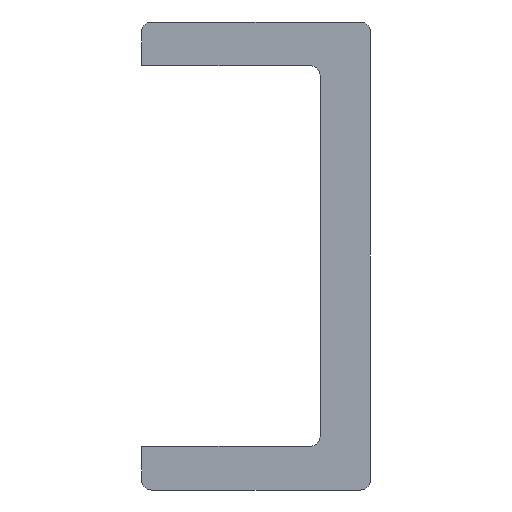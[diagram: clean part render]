
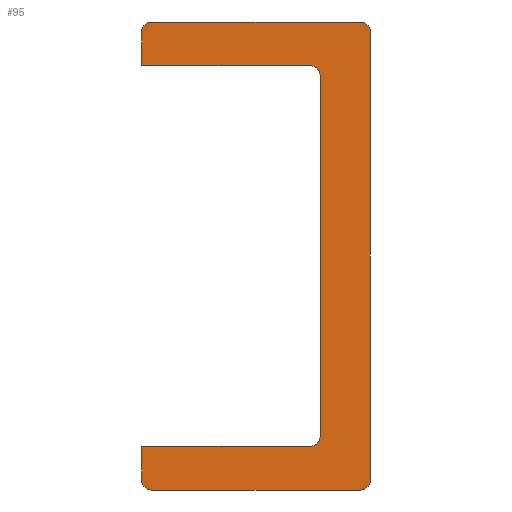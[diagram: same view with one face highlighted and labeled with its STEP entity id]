
A CAD part, front view. The second image highlights one B-rep face of the part: STEP entity #95.
In plain terms, the highlighted planar face has unit normal (0, -1, 0).
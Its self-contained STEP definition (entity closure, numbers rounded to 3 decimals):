
#95 = ADVANCED_FACE( '', ( #221 ), #222, .F. );
#221 = FACE_OUTER_BOUND( '', #374, .T. );
#222 = PLANE( '', #375 );
#374 = EDGE_LOOP( '', ( #583, #584, #585, #586, #587, #588, #589, #590, #591, #592, #593, #594, #595, #596 ) );
#375 = AXIS2_PLACEMENT_3D( '', #597, #598, #599 );
#583 = ORIENTED_EDGE( '', *, *, #793, .F. );
#584 = ORIENTED_EDGE( '', *, *, #776, .T. );
#585 = ORIENTED_EDGE( '', *, *, #806, .F. );
#586 = ORIENTED_EDGE( '', *, *, #807, .T. );
#587 = ORIENTED_EDGE( '', *, *, #808, .F. );
#588 = ORIENTED_EDGE( '', *, *, #768, .F. );
#589 = ORIENTED_EDGE( '', *, *, #809, .F. );
#590 = ORIENTED_EDGE( '', *, *, #810, .F. );
#591 = ORIENTED_EDGE( '', *, *, #811, .F. );
#592 = ORIENTED_EDGE( '', *, *, #812, .F. );
#593 = ORIENTED_EDGE( '', *, *, #765, .F. );
#594 = ORIENTED_EDGE( '', *, *, #813, .T. );
#595 = ORIENTED_EDGE( '', *, *, #814, .F. );
#596 = ORIENTED_EDGE( '', *, *, #803, .T. );
#597 = CARTESIAN_POINT( '', ( -10.5, 0., 21.5 ) );
#598 = DIRECTION( '', ( 0., 1., 0. ) );
#599 = DIRECTION( '', ( 0., 0., 1. ) );
#765 = EDGE_CURVE( '', #891, #893, #894, .T. );
#768 = EDGE_CURVE( '', #897, #898, #899, .T. );
#776 = EDGE_CURVE( '', #910, #908, #911, .F. );
#793 = EDGE_CURVE( '', #910, #938, #939, .T. );
#803 = EDGE_CURVE( '', #953, #938, #954, .F. );
#806 = EDGE_CURVE( '', #957, #908, #958, .T. );
#807 = EDGE_CURVE( '', #957, #959, #960, .F. );
#808 = EDGE_CURVE( '', #898, #959, #961, .T. );
#809 = EDGE_CURVE( '', #962, #897, #963, .T. );
#810 = EDGE_CURVE( '', #964, #962, #965, .T. );
#811 = EDGE_CURVE( '', #966, #964, #967, .T. );
#812 = EDGE_CURVE( '', #893, #966, #968, .T. );
#813 = EDGE_CURVE( '', #891, #969, #970, .F. );
#814 = EDGE_CURVE( '', #953, #969, #971, .T. );
#891 = VERTEX_POINT( '', #1062 );
#893 = VERTEX_POINT( '', #1065 );
#894 = LINE( '', #1066, #1067 );
#897 = VERTEX_POINT( '', #1071 );
#898 = VERTEX_POINT( '', #1072 );
#899 = LINE( '', #1073, #1074 );
#908 = VERTEX_POINT( '', #1085 );
#910 = VERTEX_POINT( '', #1088 );
#911 = CIRCLE( '', #1089, 0.9 );
#938 = VERTEX_POINT( '', #1117 );
#939 = LINE( '', #1118, #1119 );
#953 = VERTEX_POINT( '', #1134 );
#954 = CIRCLE( '', #1135, 0.9 );
#957 = VERTEX_POINT( '', #1139 );
#958 = LINE( '', #1140, #1141 );
#959 = VERTEX_POINT( '', #1142 );
#960 = CIRCLE( '', #1143, 0.9 );
#961 = LINE( '', #1144, #1145 );
#962 = VERTEX_POINT( '', #1146 );
#963 = CIRCLE( '', #1147, 1. );
#964 = VERTEX_POINT( '', #1148 );
#965 = LINE( '', #1149, #1150 );
#966 = VERTEX_POINT( '', #1151 );
#967 = CIRCLE( '', #1152, 1. );
#968 = LINE( '', #1153, #1154 );
#969 = VERTEX_POINT( '', #1155 );
#970 = CIRCLE( '', #1156, 0.9 );
#971 = LINE( '', #1157, #1158 );
#1062 = CARTESIAN_POINT( '', ( -10.5, 0., -20.6 ) );
#1065 = CARTESIAN_POINT( '', ( -10.5, 0., -17.5 ) );
#1066 = CARTESIAN_POINT( '', ( -10.5, 0., -21.5 ) );
#1067 = VECTOR( '', #1247, 1000. );
#1071 = CARTESIAN_POINT( '', ( 4.9, 0., 17.5 ) );
#1072 = CARTESIAN_POINT( '', ( -10.5, 0., 17.5 ) );
#1073 = CARTESIAN_POINT( '', ( 4.9, 0., 17.5 ) );
#1074 = VECTOR( '', #1249, 1000. );
#1085 = CARTESIAN_POINT( '', ( 9.6, 0., 21.5 ) );
#1088 = CARTESIAN_POINT( '', ( 10.5, 0., 20.6 ) );
#1089 = AXIS2_PLACEMENT_3D( '', #1259, #1260, #1261 );
#1117 = CARTESIAN_POINT( '', ( 10.5, 0., -20.6 ) );
#1118 = CARTESIAN_POINT( '', ( 10.5, 0., 21.5 ) );
#1119 = VECTOR( '', #1293, 1000. );
#1134 = CARTESIAN_POINT( '', ( 9.6, 0., -21.5 ) );
#1135 = AXIS2_PLACEMENT_3D( '', #1307, #1308, #1309 );
#1139 = CARTESIAN_POINT( '', ( -9.6, 0., 21.5 ) );
#1140 = CARTESIAN_POINT( '', ( -10.5, 0., 21.5 ) );
#1141 = VECTOR( '', #1311, 1000. );
#1142 = CARTESIAN_POINT( '', ( -10.5, 0., 20.6 ) );
#1143 = AXIS2_PLACEMENT_3D( '', #1312, #1313, #1314 );
#1144 = CARTESIAN_POINT( '', ( -10.5, 0., -21.5 ) );
#1145 = VECTOR( '', #1315, 1000. );
#1146 = CARTESIAN_POINT( '', ( 5.9, 0., 16.5 ) );
#1147 = AXIS2_PLACEMENT_3D( '', #1316, #1317, #1318 );
#1148 = CARTESIAN_POINT( '', ( 5.9, 0., -16.5 ) );
#1149 = CARTESIAN_POINT( '', ( 5.9, 0., 16.5 ) );
#1150 = VECTOR( '', #1319, 1000. );
#1151 = CARTESIAN_POINT( '', ( 4.9, 0., -17.5 ) );
#1152 = AXIS2_PLACEMENT_3D( '', #1320, #1321, #1322 );
#1153 = CARTESIAN_POINT( '', ( 4.9, 0., -17.5 ) );
#1154 = VECTOR( '', #1323, 1000. );
#1155 = CARTESIAN_POINT( '', ( -9.6, 0., -21.5 ) );
#1156 = AXIS2_PLACEMENT_3D( '', #1324, #1325, #1326 );
#1157 = CARTESIAN_POINT( '', ( 10.5, 0., -21.5 ) );
#1158 = VECTOR( '', #1327, 1000. );
#1247 = DIRECTION( '', ( 0., 0., 1. ) );
#1249 = DIRECTION( '', ( -1., 0., 0. ) );
#1259 = CARTESIAN_POINT( '', ( 9.6, 0., 20.6 ) );
#1260 = DIRECTION( '', ( 0., 1., 0. ) );
#1261 = DIRECTION( '', ( 0., 0., 1. ) );
#1293 = DIRECTION( '', ( 0., 0., -1. ) );
#1307 = CARTESIAN_POINT( '', ( 9.6, 0., -20.6 ) );
#1308 = DIRECTION( '', ( 0., 1., 0. ) );
#1309 = DIRECTION( '', ( 0., 0., 1. ) );
#1311 = DIRECTION( '', ( 1., 0., 0. ) );
#1312 = CARTESIAN_POINT( '', ( -9.6, 0., 20.6 ) );
#1313 = DIRECTION( '', ( 0., 1., 0. ) );
#1314 = DIRECTION( '', ( 0., 0., 1. ) );
#1315 = DIRECTION( '', ( 0., 0., 1. ) );
#1316 = CARTESIAN_POINT( '', ( 4.9, 0., 16.5 ) );
#1317 = DIRECTION( '', ( 0., -1., 0. ) );
#1318 = DIRECTION( '', ( -1., 0., 0. ) );
#1319 = DIRECTION( '', ( 0., 0., 1. ) );
#1320 = CARTESIAN_POINT( '', ( 4.9, 0., -16.5 ) );
#1321 = DIRECTION( '', ( 0., -1., 0. ) );
#1322 = DIRECTION( '', ( -1., 0., 0. ) );
#1323 = DIRECTION( '', ( 1., 0., 0. ) );
#1324 = CARTESIAN_POINT( '', ( -9.6, 0., -20.6 ) );
#1325 = DIRECTION( '', ( 0., 1., 0. ) );
#1326 = DIRECTION( '', ( 0., 0., 1. ) );
#1327 = DIRECTION( '', ( -1., 0., 0. ) );
